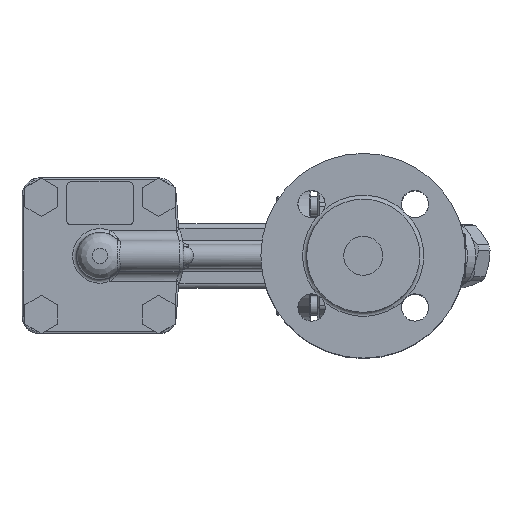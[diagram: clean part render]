
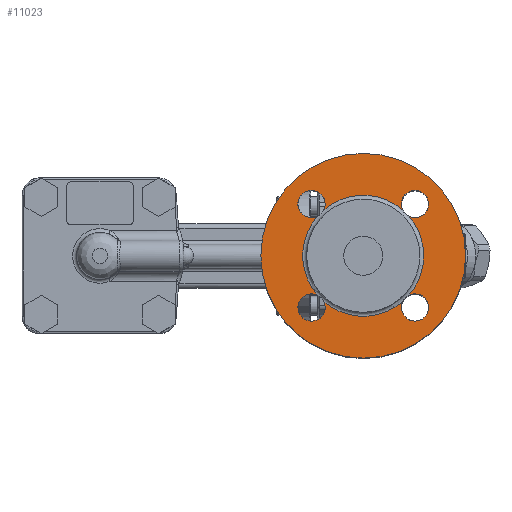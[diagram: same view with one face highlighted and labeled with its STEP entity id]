
A CAD part, top view. The second image highlights one B-rep face of the part: STEP entity #11023.
In plain terms, the highlighted planar face has unit normal (0, 0, 1).
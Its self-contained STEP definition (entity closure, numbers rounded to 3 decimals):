
#824=FACE_BOUND('',#1956,.T.);
#890=PLANE('',#11912);
#1231=FACE_OUTER_BOUND('',#1955,.T.);
#1955=EDGE_LOOP('',(#7711));
#1956=EDGE_LOOP('',(#7712,#7713,#7714,#7715,#7716,#7717,#7718,#7719,#7720,
#7721,#7722,#7723,#7724));
#3918=CIRCLE('',#11878,52.5);
#3919=CIRCLE('',#11880,31.);
#3920=CIRCLE('',#11881,31.);
#3921=CIRCLE('',#11882,31.);
#3925=CIRCLE('',#11886,31.);
#3926=CIRCLE('',#11887,31.);
#3935=CIRCLE('',#11901,7.);
#3936=CIRCLE('',#11902,7.);
#3937=CIRCLE('',#11904,7.);
#3938=CIRCLE('',#11905,7.);
#3939=CIRCLE('',#11907,7.);
#3940=CIRCLE('',#11908,7.);
#3941=CIRCLE('',#11910,7.);
#3942=CIRCLE('',#11911,7.);
#4646=VERTEX_POINT('',#17080);
#4647=VERTEX_POINT('',#17084);
#4648=VERTEX_POINT('',#17085);
#4649=VERTEX_POINT('',#17098);
#4650=VERTEX_POINT('',#17100);
#4651=VERTEX_POINT('',#17113);
#4652=VERTEX_POINT('',#17115);
#4653=VERTEX_POINT('',#17128);
#4656=VERTEX_POINT('',#17135);
#4657=VERTEX_POINT('',#17137);
#4665=VERTEX_POINT('',#17173);
#4666=VERTEX_POINT('',#17178);
#4667=VERTEX_POINT('',#17183);
#4668=VERTEX_POINT('',#17188);
#5769=EDGE_CURVE('',#4646,#4646,#3918,.T.);
#5771=EDGE_CURVE('',#4647,#4649,#3919,.T.);
#5773=EDGE_CURVE('',#4650,#4651,#3920,.T.);
#5775=EDGE_CURVE('',#4652,#4653,#3921,.T.);
#5779=EDGE_CURVE('',#4653,#4656,#3925,.T.);
#5781=EDGE_CURVE('',#4657,#4648,#3926,.T.);
#5793=EDGE_CURVE('',#4650,#4665,#3935,.T.);
#5794=EDGE_CURVE('',#4665,#4649,#3936,.T.);
#5796=EDGE_CURVE('',#4652,#4666,#3937,.T.);
#5797=EDGE_CURVE('',#4666,#4651,#3938,.T.);
#5799=EDGE_CURVE('',#4657,#4667,#3939,.T.);
#5800=EDGE_CURVE('',#4667,#4656,#3940,.T.);
#5802=EDGE_CURVE('',#4647,#4668,#3941,.T.);
#5803=EDGE_CURVE('',#4668,#4648,#3942,.T.);
#7711=ORIENTED_EDGE('',*,*,#5769,.F.);
#7712=ORIENTED_EDGE('',*,*,#5781,.F.);
#7713=ORIENTED_EDGE('',*,*,#5799,.T.);
#7714=ORIENTED_EDGE('',*,*,#5800,.T.);
#7715=ORIENTED_EDGE('',*,*,#5779,.F.);
#7716=ORIENTED_EDGE('',*,*,#5775,.F.);
#7717=ORIENTED_EDGE('',*,*,#5796,.T.);
#7718=ORIENTED_EDGE('',*,*,#5797,.T.);
#7719=ORIENTED_EDGE('',*,*,#5773,.F.);
#7720=ORIENTED_EDGE('',*,*,#5793,.T.);
#7721=ORIENTED_EDGE('',*,*,#5794,.T.);
#7722=ORIENTED_EDGE('',*,*,#5771,.F.);
#7723=ORIENTED_EDGE('',*,*,#5802,.T.);
#7724=ORIENTED_EDGE('',*,*,#5803,.T.);
#11023=ADVANCED_FACE('',(#1231,#824),#890,.T.);
#11878=AXIS2_PLACEMENT_3D('',#17082,#13508,#13509);
#11880=AXIS2_PLACEMENT_3D('',#17099,#13512,#13513);
#11881=AXIS2_PLACEMENT_3D('',#17114,#13514,#13515);
#11882=AXIS2_PLACEMENT_3D('',#17129,#13516,#13517);
#11886=AXIS2_PLACEMENT_3D('',#17136,#13524,#13525);
#11887=AXIS2_PLACEMENT_3D('',#17150,#13526,#13527);
#11901=AXIS2_PLACEMENT_3D('',#17175,#13557,#13558);
#11902=AXIS2_PLACEMENT_3D('',#17176,#13559,#13560);
#11904=AXIS2_PLACEMENT_3D('',#17180,#13564,#13565);
#11905=AXIS2_PLACEMENT_3D('',#17181,#13566,#13567);
#11907=AXIS2_PLACEMENT_3D('',#17185,#13571,#13572);
#11908=AXIS2_PLACEMENT_3D('',#17186,#13573,#13574);
#11910=AXIS2_PLACEMENT_3D('',#17190,#13578,#13579);
#11911=AXIS2_PLACEMENT_3D('',#17191,#13580,#13581);
#11912=AXIS2_PLACEMENT_3D('',#17192,#13582,#13583);
#13508=DIRECTION('center_axis',(0.,0.,
-1.));
#13509=DIRECTION('ref_axis',(1.,0.,0.));
#13512=DIRECTION('center_axis',(0.,0.,
1.));
#13513=DIRECTION('ref_axis',(1.,0.,0.));
#13514=DIRECTION('center_axis',(0.,0.,
1.));
#13515=DIRECTION('ref_axis',(1.,0.,0.));
#13516=DIRECTION('center_axis',(0.,0.,
1.));
#13517=DIRECTION('ref_axis',(1.,0.,0.));
#13524=DIRECTION('center_axis',(0.,0.,
1.));
#13525=DIRECTION('ref_axis',(1.,0.,0.));
#13526=DIRECTION('center_axis',(0.,0.,
1.));
#13527=DIRECTION('ref_axis',(1.,0.,0.));
#13557=DIRECTION('center_axis',(0.,0.,
-1.));
#13558=DIRECTION('ref_axis',(0.,1.,0.));
#13559=DIRECTION('center_axis',(0.,0.,
-1.));
#13560=DIRECTION('ref_axis',(0.,1.,0.));
#13564=DIRECTION('center_axis',(0.,0.,
-1.));
#13565=DIRECTION('ref_axis',(-1.,0.,0.));
#13566=DIRECTION('center_axis',(0.,0.,
-1.));
#13567=DIRECTION('ref_axis',(-1.,0.,0.));
#13571=DIRECTION('center_axis',(0.,0.,
-1.));
#13572=DIRECTION('ref_axis',(0.,-1.,0.));
#13573=DIRECTION('center_axis',(0.,0.,
-1.));
#13574=DIRECTION('ref_axis',(0.,-1.,0.));
#13578=DIRECTION('center_axis',(0.,0.,
-1.));
#13579=DIRECTION('ref_axis',(1.,0.,0.));
#13580=DIRECTION('center_axis',(0.,0.,
-1.));
#13581=DIRECTION('ref_axis',(1.,0.,0.));
#13582=DIRECTION('center_axis',(0.,0.,
1.));
#13583=DIRECTION('ref_axis',(-1.,0.,0.));
#17080=CARTESIAN_POINT('',(27.944,154.052,147.018));
#17082=CARTESIAN_POINT('Origin',(80.444,154.052,147.018));
#17084=CARTESIAN_POINT('',(56.918,174.239,147.018));
#17085=CARTESIAN_POINT('',(60.256,177.578,147.018));
#17098=CARTESIAN_POINT('',(56.918,133.864,147.018));
#17099=CARTESIAN_POINT('Origin',(80.444,154.052,147.018));
#17100=CARTESIAN_POINT('',(60.256,130.526,147.018));
#17113=CARTESIAN_POINT('',(100.631,130.526,147.018));
#17114=CARTESIAN_POINT('Origin',(80.444,154.052,147.018));
#17115=CARTESIAN_POINT('',(103.969,133.864,147.018));
#17128=CARTESIAN_POINT('',(111.444,154.052,147.018));
#17129=CARTESIAN_POINT('Origin',(80.444,154.052,147.018));
#17135=CARTESIAN_POINT('',(103.969,174.239,147.018));
#17136=CARTESIAN_POINT('Origin',(80.444,154.052,147.018));
#17137=CARTESIAN_POINT('',(100.631,177.578,147.018));
#17150=CARTESIAN_POINT('Origin',(80.444,154.052,147.018));
#17173=CARTESIAN_POINT('',(53.927,120.535,147.018));
#17175=CARTESIAN_POINT('Origin',(53.927,127.535,147.018));
#17176=CARTESIAN_POINT('Origin',(53.927,127.535,147.018));
#17178=CARTESIAN_POINT('',(113.96,127.535,147.018));
#17180=CARTESIAN_POINT('Origin',(106.96,127.535,147.018));
#17181=CARTESIAN_POINT('Origin',(106.96,127.535,147.018));
#17183=CARTESIAN_POINT('',(106.96,187.568,147.018));
#17185=CARTESIAN_POINT('Origin',(106.96,180.568,147.018));
#17186=CARTESIAN_POINT('Origin',(106.96,180.568,147.018));
#17188=CARTESIAN_POINT('',(46.927,180.568,147.018));
#17190=CARTESIAN_POINT('Origin',(53.927,180.568,147.018));
#17191=CARTESIAN_POINT('Origin',(53.927,180.568,147.018));
#17192=CARTESIAN_POINT('Origin',(80.444,154.052,147.018));
